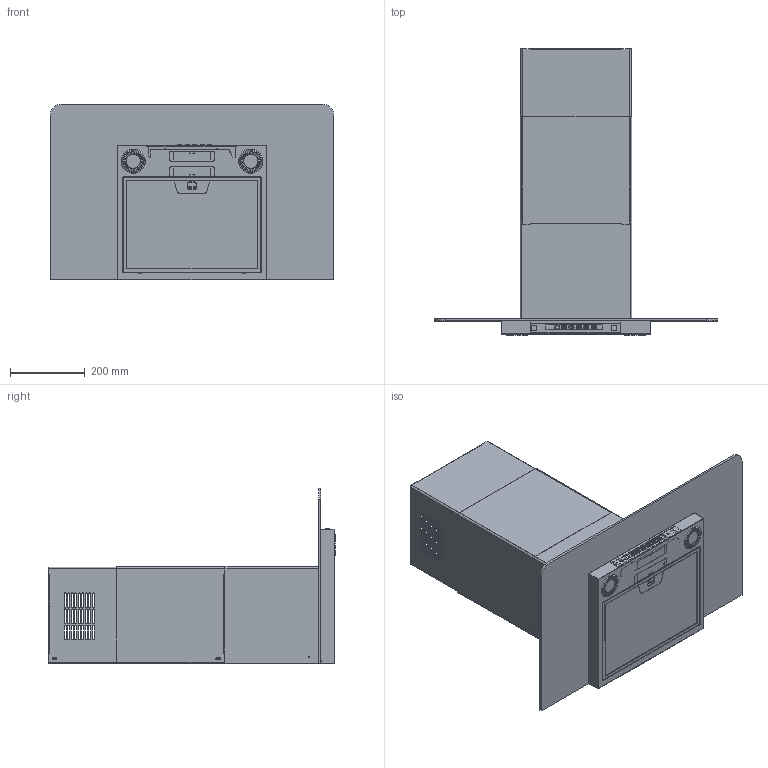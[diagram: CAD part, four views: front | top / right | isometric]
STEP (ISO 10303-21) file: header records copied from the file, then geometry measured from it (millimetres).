
FILE_DESCRIPTION((''),'2;1');
FILE_NAME('AP9_790_ASM_ASM','2016-02-19T',('MN049'),(''),'PRO/ENGINEER BY PARAMETRIC TECHNOLOGY CORPORATION, 2014200','PRO/ENGINEER BY PARAMETRIC TECHNOLOGY CORPORATION, 2014200','');
FILE_SCHEMA(('CONFIG_CONTROL_DESIGN'));
Products named in the file (25): AP9_070_75; AP9_026_2; AN6_048_10; AP9_065_6; K37_014_18; AP9_746_ASM_67_ASM; AP9_071_12; MANIFOLD_SOLID_BREP_91121; MANIFOLD_SOLID_BREP_92507; MANIFOLD_SOLID_BREP_92850; MANIFOLD_SOLID_BREP_93071; MANIFOLD_SOLID_BREP_94387; CME_057_47_ASM; CME_705_AF0_ASM_38_ASM; CME_705_AF1_ASM_38_ASM; CWA_000B_93; CWA_400I_87; AN6_716_ASM_2_ASM; FIA_509_5; K37_015_41; K37_016_28; K37_711_ASM_31_ASM; AP9_776_ASM_11_ASM; AP9_790_ASM_1_ASM; AP9_790_ASM_ASM
Assembly tree (28 placements, depth 6):
  AP9_790_ASM_ASM
    AP9_790_ASM_1_ASM
      AP9_776_ASM_11_ASM
        AP9_746_ASM_67_ASM
          AP9_070_75
          AP9_026_2  x2
          AN6_048_10
          AP9_065_6  x2
          K37_014_18
        AP9_071_12
        CME_705_AF0_ASM_38_ASM
          CME_057_47_ASM
            MANIFOLD_SOLID_BREP_91121
            MANIFOLD_SOLID_BREP_92507
            MANIFOLD_SOLID_BREP_92850
            MANIFOLD_SOLID_BREP_93071
            MANIFOLD_SOLID_BREP_94387
        CME_705_AF1_ASM_38_ASM
          CME_057_47_ASM
            MANIFOLD_SOLID_BREP_91121
            MANIFOLD_SOLID_BREP_92507
            MANIFOLD_SOLID_BREP_92850
            MANIFOLD_SOLID_BREP_93071
            MANIFOLD_SOLID_BREP_94387
        AN6_716_ASM_2_ASM
          CWA_000B_93
          CWA_400I_87
        FIA_509_5
        K37_711_ASM_31_ASM
          K37_014_18
          K37_015_41
          K37_016_28
Bounding box: 760 x 768.1 x 470 mm (x, y, z)
Volume: 2702222.1 mm3; surface area: 2980659.8 mm2
Topology: 24 solids, 29 shells, 6383 faces, 16955 edges, 10850 vertices
Faces by surface type: plane 4263, cylinder 1297, bspline 292, torus 256, cone 213, sphere 46, extrusion 16
Entity records: 144921 total; most frequent: CARTESIAN_POINT 40881, ORIENTED_EDGE 22038, DIRECTION 20564, EDGE_CURVE 11102, VECTOR 7860, LINE 7844, VERTEX_POINT 7085, AXIS2_PLACEMENT_3D 6352
